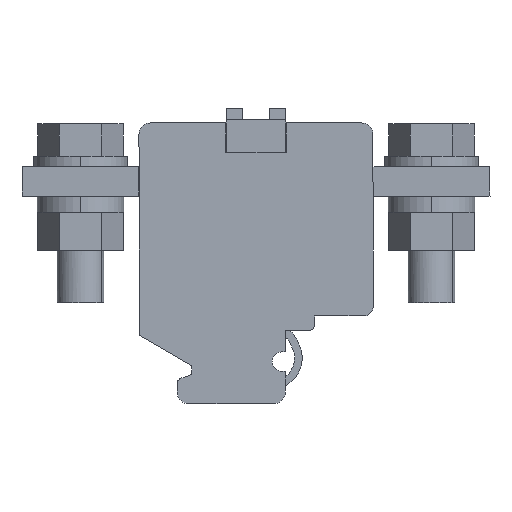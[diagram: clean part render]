
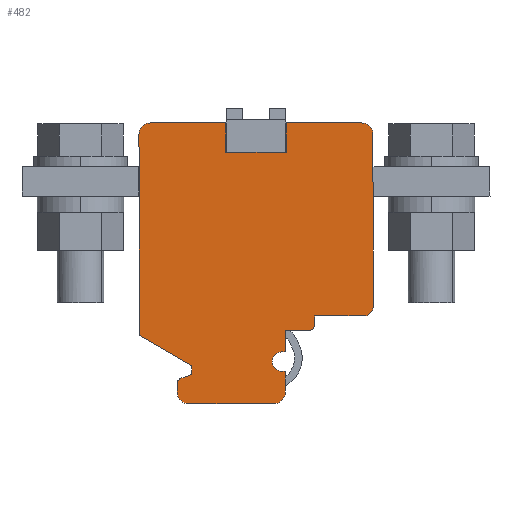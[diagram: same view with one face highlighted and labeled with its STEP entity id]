
A CAD part, left-side view. The second image highlights one B-rep face of the part: STEP entity #482.
In plain terms, the highlighted planar face has unit normal (-1, 0, 0).
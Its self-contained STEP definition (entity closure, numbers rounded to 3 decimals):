
#281 = VERTEX_POINT('',#282);
#282 = CARTESIAN_POINT('',(0.,45.15,43.));
#290 = EDGE_CURVE('',#281,#291,#293,.T.);
#291 = VERTEX_POINT('',#292);
#292 = CARTESIAN_POINT('',(0.,34.85,43.));
#293 = LINE('',#294,#295);
#294 = CARTESIAN_POINT('',(0.,40.,43.));
#295 = VECTOR('',#296,1.);
#296 = DIRECTION('',(0.,-1.,0.));
#456 = VERTEX_POINT('',#457);
#457 = CARTESIAN_POINT('',(0.,45.15,48.));
#465 = EDGE_CURVE('',#281,#456,#466,.T.);
#466 = LINE('',#467,#468);
#467 = CARTESIAN_POINT('',(0.,45.15,45.5));
#468 = VECTOR('',#469,1.);
#469 = DIRECTION('',(0.,0.,1.));
#482 = ADVANCED_FACE('',(#483),#709,.F.);
#483 = FACE_BOUND('',#484,.T.);
#484 = EDGE_LOOP('',(#485,#493,#494,#495,#503,#512,#520,#528,#536,#544,
    #553,#561,#570,#578,#587,#595,#603,#611,#619,#628,#636,#644,#652,
    #661,#669,#677,#686,#694,#703));
#485 = ORIENTED_EDGE('',*,*,#486,.F.);
#486 = EDGE_CURVE('',#291,#487,#489,.T.);
#487 = VERTEX_POINT('',#488);
#488 = CARTESIAN_POINT('',(0.,34.85,48.));
#489 = LINE('',#490,#491);
#490 = CARTESIAN_POINT('',(0.,34.85,45.5));
#491 = VECTOR('',#492,1.);
#492 = DIRECTION('',(0.,0.,1.));
#493 = ORIENTED_EDGE('',*,*,#290,.F.);
#494 = ORIENTED_EDGE('',*,*,#465,.T.);
#495 = ORIENTED_EDGE('',*,*,#496,.F.);
#496 = EDGE_CURVE('',#497,#456,#499,.T.);
#497 = VERTEX_POINT('',#498);
#498 = CARTESIAN_POINT('',(0.,58.,48.));
#499 = LINE('',#500,#501);
#500 = CARTESIAN_POINT('',(0.,51.575,48.));
#501 = VECTOR('',#502,1.);
#502 = DIRECTION('',(0.,-1.,0.));
#503 = ORIENTED_EDGE('',*,*,#504,.F.);
#504 = EDGE_CURVE('',#505,#497,#507,.T.);
#505 = VERTEX_POINT('',#506);
#506 = CARTESIAN_POINT('',(0.,60.,46.));
#507 = CIRCLE('',#508,2.);
#508 = AXIS2_PLACEMENT_3D('',#509,#510,#511);
#509 = CARTESIAN_POINT('',(0.,58.,46.));
#510 = DIRECTION('',(1.,0.,0.));
#511 = DIRECTION('',(-0.,0.,1.));
#512 = ORIENTED_EDGE('',*,*,#513,.F.);
#513 = EDGE_CURVE('',#514,#505,#516,.T.);
#514 = VERTEX_POINT('',#515);
#515 = CARTESIAN_POINT('',(0.,60.,11.696));
#516 = LINE('',#517,#518);
#517 = CARTESIAN_POINT('',(0.,60.,28.848));
#518 = VECTOR('',#519,1.);
#519 = DIRECTION('',(0.,0.,1.));
#520 = ORIENTED_EDGE('',*,*,#521,.F.);
#521 = EDGE_CURVE('',#522,#514,#524,.T.);
#522 = VERTEX_POINT('',#523);
#523 = CARTESIAN_POINT('',(0.,51.,6.5));
#524 = LINE('',#525,#526);
#525 = CARTESIAN_POINT('',(0.,55.5,9.098));
#526 = VECTOR('',#527,1.);
#527 = DIRECTION('',(0.,0.866,0.5));
#528 = ORIENTED_EDGE('',*,*,#529,.F.);
#529 = EDGE_CURVE('',#530,#522,#532,.T.);
#530 = VERTEX_POINT('',#531);
#531 = CARTESIAN_POINT('',(0.,51.,5.));
#532 = LINE('',#533,#534);
#533 = CARTESIAN_POINT('',(0.,51.,5.75));
#534 = VECTOR('',#535,1.);
#535 = DIRECTION('',(0.,0.,1.));
#536 = ORIENTED_EDGE('',*,*,#537,.F.);
#537 = EDGE_CURVE('',#538,#530,#540,.T.);
#538 = VERTEX_POINT('',#539);
#539 = CARTESIAN_POINT('',(0.,52.842,4.33));
#540 = LINE('',#541,#542);
#541 = CARTESIAN_POINT('',(0.,51.921,4.665));
#542 = VECTOR('',#543,1.);
#543 = DIRECTION('',(0.,-0.94,0.342));
#544 = ORIENTED_EDGE('',*,*,#545,.F.);
#545 = EDGE_CURVE('',#546,#538,#548,.T.);
#546 = VERTEX_POINT('',#547);
#547 = CARTESIAN_POINT('',(0.,53.5,3.39));
#548 = CIRCLE('',#549,1.);
#549 = AXIS2_PLACEMENT_3D('',#550,#551,#552);
#550 = CARTESIAN_POINT('',(0.,52.5,3.39));
#551 = DIRECTION('',(1.,0.,0.));
#552 = DIRECTION('',(-0.,0.,1.));
#553 = ORIENTED_EDGE('',*,*,#554,.F.);
#554 = EDGE_CURVE('',#555,#546,#557,.T.);
#555 = VERTEX_POINT('',#556);
#556 = CARTESIAN_POINT('',(0.,53.5,2.));
#557 = LINE('',#558,#559);
#558 = CARTESIAN_POINT('',(0.,53.5,2.695));
#559 = VECTOR('',#560,1.);
#560 = DIRECTION('',(0.,0.,1.));
#561 = ORIENTED_EDGE('',*,*,#562,.F.);
#562 = EDGE_CURVE('',#563,#555,#565,.T.);
#563 = VERTEX_POINT('',#564);
#564 = CARTESIAN_POINT('',(0.,51.5,0.));
#565 = CIRCLE('',#566,2.);
#566 = AXIS2_PLACEMENT_3D('',#567,#568,#569);
#567 = CARTESIAN_POINT('',(0.,51.5,2.));
#568 = DIRECTION('',(1.,0.,0.));
#569 = DIRECTION('',(-0.,0.,1.));
#570 = ORIENTED_EDGE('',*,*,#571,.T.);
#571 = EDGE_CURVE('',#563,#572,#574,.T.);
#572 = VERTEX_POINT('',#573);
#573 = CARTESIAN_POINT('',(0.,37.,0.));
#574 = LINE('',#575,#576);
#575 = CARTESIAN_POINT('',(0.,44.25,0.));
#576 = VECTOR('',#577,1.);
#577 = DIRECTION('',(0.,-1.,0.));
#578 = ORIENTED_EDGE('',*,*,#579,.F.);
#579 = EDGE_CURVE('',#580,#572,#582,.T.);
#580 = VERTEX_POINT('',#581);
#581 = CARTESIAN_POINT('',(0.,35.,2.));
#582 = CIRCLE('',#583,2.);
#583 = AXIS2_PLACEMENT_3D('',#584,#585,#586);
#584 = CARTESIAN_POINT('',(0.,37.,2.));
#585 = DIRECTION('',(1.,0.,0.));
#586 = DIRECTION('',(-0.,0.,1.));
#587 = ORIENTED_EDGE('',*,*,#588,.T.);
#588 = EDGE_CURVE('',#580,#589,#591,.T.);
#589 = VERTEX_POINT('',#590);
#590 = CARTESIAN_POINT('',(0.,35.,3.075));
#591 = LINE('',#592,#593);
#592 = CARTESIAN_POINT('',(0.,35.,2.537));
#593 = VECTOR('',#594,1.);
#594 = DIRECTION('',(0.,0.,1.));
#595 = ORIENTED_EDGE('',*,*,#596,.T.);
#596 = EDGE_CURVE('',#589,#597,#599,.T.);
#597 = VERTEX_POINT('',#598);
#598 = CARTESIAN_POINT('',(0.,35.,4.6));
#599 = LINE('',#600,#601);
#600 = CARTESIAN_POINT('',(0.,35.,3.837));
#601 = VECTOR('',#602,1.);
#602 = DIRECTION('',(0.,0.,1.));
#603 = ORIENTED_EDGE('',*,*,#604,.T.);
#604 = EDGE_CURVE('',#597,#605,#607,.T.);
#605 = VERTEX_POINT('',#606);
#606 = CARTESIAN_POINT('',(0.,35.,5.55));
#607 = LINE('',#608,#609);
#608 = CARTESIAN_POINT('',(0.,35.,5.075));
#609 = VECTOR('',#610,1.);
#610 = DIRECTION('',(0.,0.,1.));
#611 = ORIENTED_EDGE('',*,*,#612,.F.);
#612 = EDGE_CURVE('',#613,#605,#615,.T.);
#613 = VERTEX_POINT('',#614);
#614 = CARTESIAN_POINT('',(0.,35.6,5.55));
#615 = LINE('',#616,#617);
#616 = CARTESIAN_POINT('',(0.,35.3,5.55));
#617 = VECTOR('',#618,1.);
#618 = DIRECTION('',(0.,-1.,0.));
#619 = ORIENTED_EDGE('',*,*,#620,.T.);
#620 = EDGE_CURVE('',#613,#621,#623,.T.);
#621 = VERTEX_POINT('',#622);
#622 = CARTESIAN_POINT('',(0.,35.6,8.85));
#623 = CIRCLE('',#624,1.65);
#624 = AXIS2_PLACEMENT_3D('',#625,#626,#627);
#625 = CARTESIAN_POINT('',(0.,35.6,7.2));
#626 = DIRECTION('',(1.,0.,0.));
#627 = DIRECTION('',(-0.,0.,1.));
#628 = ORIENTED_EDGE('',*,*,#629,.T.);
#629 = EDGE_CURVE('',#621,#630,#632,.T.);
#630 = VERTEX_POINT('',#631);
#631 = CARTESIAN_POINT('',(0.,35.,8.85));
#632 = LINE('',#633,#634);
#633 = CARTESIAN_POINT('',(0.,35.3,8.85));
#634 = VECTOR('',#635,1.);
#635 = DIRECTION('',(0.,-1.,0.));
#636 = ORIENTED_EDGE('',*,*,#637,.T.);
#637 = EDGE_CURVE('',#630,#638,#640,.T.);
#638 = VERTEX_POINT('',#639);
#639 = CARTESIAN_POINT('',(0.,35.,12.5));
#640 = LINE('',#641,#642);
#641 = CARTESIAN_POINT('',(0.,35.,10.675));
#642 = VECTOR('',#643,1.);
#643 = DIRECTION('',(0.,0.,1.));
#644 = ORIENTED_EDGE('',*,*,#645,.T.);
#645 = EDGE_CURVE('',#638,#646,#648,.T.);
#646 = VERTEX_POINT('',#647);
#647 = CARTESIAN_POINT('',(0.,31.,12.5));
#648 = LINE('',#649,#650);
#649 = CARTESIAN_POINT('',(0.,33.,12.5));
#650 = VECTOR('',#651,1.);
#651 = DIRECTION('',(0.,-1.,0.));
#652 = ORIENTED_EDGE('',*,*,#653,.F.);
#653 = EDGE_CURVE('',#654,#646,#656,.T.);
#654 = VERTEX_POINT('',#655);
#655 = CARTESIAN_POINT('',(0.,30.,13.5));
#656 = CIRCLE('',#657,1.);
#657 = AXIS2_PLACEMENT_3D('',#658,#659,#660);
#658 = CARTESIAN_POINT('',(0.,31.,13.5));
#659 = DIRECTION('',(1.,0.,0.));
#660 = DIRECTION('',(-0.,0.,1.));
#661 = ORIENTED_EDGE('',*,*,#662,.T.);
#662 = EDGE_CURVE('',#654,#663,#665,.T.);
#663 = VERTEX_POINT('',#664);
#664 = CARTESIAN_POINT('',(0.,30.,15.));
#665 = LINE('',#666,#667);
#666 = CARTESIAN_POINT('',(0.,30.,14.25));
#667 = VECTOR('',#668,1.);
#668 = DIRECTION('',(0.,0.,1.));
#669 = ORIENTED_EDGE('',*,*,#670,.T.);
#670 = EDGE_CURVE('',#663,#671,#673,.T.);
#671 = VERTEX_POINT('',#672);
#672 = CARTESIAN_POINT('',(0.,21.5,15.));
#673 = LINE('',#674,#675);
#674 = CARTESIAN_POINT('',(0.,25.75,15.));
#675 = VECTOR('',#676,1.);
#676 = DIRECTION('',(0.,-1.,0.));
#677 = ORIENTED_EDGE('',*,*,#678,.F.);
#678 = EDGE_CURVE('',#679,#671,#681,.T.);
#679 = VERTEX_POINT('',#680);
#680 = CARTESIAN_POINT('',(0.,20.,16.5));
#681 = CIRCLE('',#682,1.5);
#682 = AXIS2_PLACEMENT_3D('',#683,#684,#685);
#683 = CARTESIAN_POINT('',(0.,21.5,16.5));
#684 = DIRECTION('',(1.,0.,0.));
#685 = DIRECTION('',(-0.,0.,1.));
#686 = ORIENTED_EDGE('',*,*,#687,.T.);
#687 = EDGE_CURVE('',#679,#688,#690,.T.);
#688 = VERTEX_POINT('',#689);
#689 = CARTESIAN_POINT('',(0.,20.,46.));
#690 = LINE('',#691,#692);
#691 = CARTESIAN_POINT('',(0.,20.,31.25));
#692 = VECTOR('',#693,1.);
#693 = DIRECTION('',(0.,0.,1.));
#694 = ORIENTED_EDGE('',*,*,#695,.F.);
#695 = EDGE_CURVE('',#696,#688,#698,.T.);
#696 = VERTEX_POINT('',#697);
#697 = CARTESIAN_POINT('',(0.,22.,48.));
#698 = CIRCLE('',#699,2.);
#699 = AXIS2_PLACEMENT_3D('',#700,#701,#702);
#700 = CARTESIAN_POINT('',(0.,22.,46.));
#701 = DIRECTION('',(1.,0.,0.));
#702 = DIRECTION('',(-0.,0.,1.));
#703 = ORIENTED_EDGE('',*,*,#704,.F.);
#704 = EDGE_CURVE('',#487,#696,#705,.T.);
#705 = LINE('',#706,#707);
#706 = CARTESIAN_POINT('',(0.,28.425,48.));
#707 = VECTOR('',#708,1.);
#708 = DIRECTION('',(0.,-1.,0.));
#709 = PLANE('',#710);
#710 = AXIS2_PLACEMENT_3D('',#711,#712,#713);
#711 = CARTESIAN_POINT('',(0.,0.,0.));
#712 = DIRECTION('',(1.,0.,0.));
#713 = DIRECTION('',(-0.,1.,0.));
